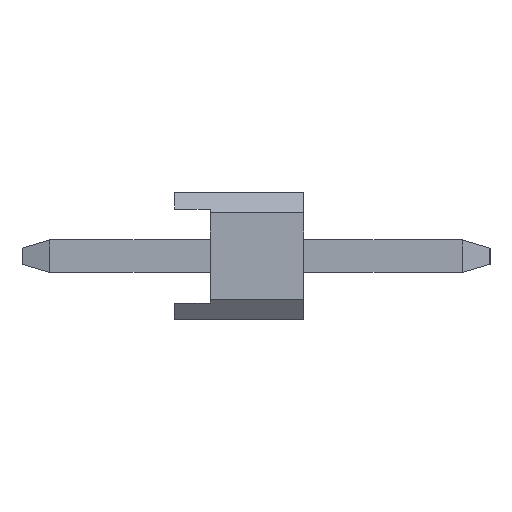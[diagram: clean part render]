
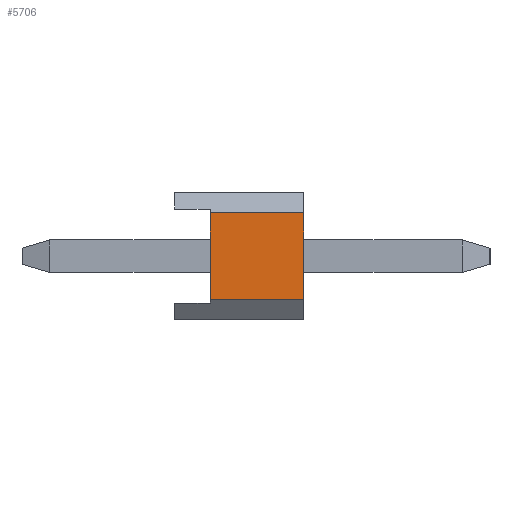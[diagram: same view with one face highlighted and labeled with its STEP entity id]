
A CAD part, left-side view. The second image highlights one B-rep face of the part: STEP entity #5706.
In plain terms, the highlighted planar face has unit normal (-1, 0, 0).
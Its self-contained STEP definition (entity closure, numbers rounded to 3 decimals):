
#4342=EDGE_CURVE('',#6832,#8612,#12380,.T.);
#5706=ADVANCED_FACE('',(#13882),#13883,.T.);
#5758=EDGE_CURVE('',#8612,#6622,#13938,.T.);
#6348=VERTEX_POINT('',#14621);
#6622=VERTEX_POINT('',#14917);
#6832=VERTEX_POINT('',#15149);
#8612=VERTEX_POINT('',#17123);
#10278=EDGE_CURVE('',#6832,#6348,#18949,.T.);
#11566=EDGE_CURVE('',#6622,#6348,#20360,.T.);
#12380=LINE('',#21378,#21379);
#13882=FACE_OUTER_BOUND('',#23549,.T.);
#13883=PLANE('',#23550);
#13938=LINE('',#23634,#23635);
#14621=CARTESIAN_POINT('',(-32.92,-2.54,0.851));
#14917=CARTESIAN_POINT('',(-32.92,-2.54,-0.851));
#15149=CARTESIAN_POINT('',(-32.92,-0.7,0.851));
#17123=CARTESIAN_POINT('',(-32.92,-0.7,-0.851));
#18949=LINE('',#30877,#30878);
#20360=LINE('',#32926,#32927);
#21378=CARTESIAN_POINT('',(-32.92,-0.7,-0.426));
#21379=VECTOR('',#33967,1.0);
#23549=EDGE_LOOP('',(#35435,#35436,#35437,#35438));
#23550=AXIS2_PLACEMENT_3D('',#35439,#35440,#35441);
#23634=CARTESIAN_POINT('',(-32.92,0.,-0.851));
#23635=VECTOR('',#35482,1.0);
#30877=CARTESIAN_POINT('',(-32.92,0.,0.851));
#30878=VECTOR('',#40836,1.0);
#32926=CARTESIAN_POINT('',(-32.92,-2.54,0.851));
#32927=VECTOR('',#42187,1.0);
#33967=DIRECTION('',(0.0,0.,-1.0));
#35435=ORIENTED_EDGE('',*,*,#4342,.T.);
#35436=ORIENTED_EDGE('',*,*,#5758,.T.);
#35437=ORIENTED_EDGE('',*,*,#11566,.T.);
#35438=ORIENTED_EDGE('',*,*,#10278,.F.);
#35439=CARTESIAN_POINT('',(-32.92,0.,-0.851));
#35440=DIRECTION('',(-1.0,0.0,0.0));
#35441=DIRECTION('',(0.0,0.,-1.0));
#35482=DIRECTION('',(0.0,-1.0,0.));
#40836=DIRECTION('',(0.0,-1.0,0.));
#42187=DIRECTION('',(0.0,0.,1.0));
